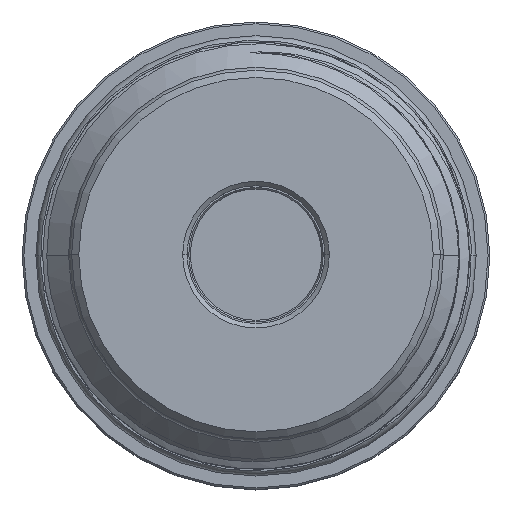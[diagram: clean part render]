
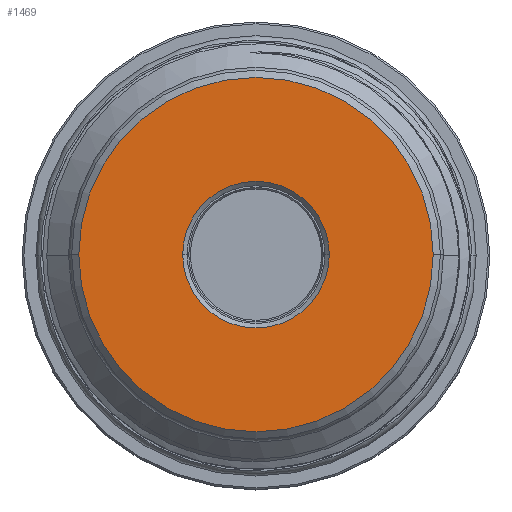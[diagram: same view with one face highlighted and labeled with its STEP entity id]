
A CAD part, top view. The second image highlights one B-rep face of the part: STEP entity #1469.
In plain terms, the highlighted planar face has unit normal (0, 0, 1).
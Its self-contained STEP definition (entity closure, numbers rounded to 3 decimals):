
#226 = EDGE_LOOP ( 'NONE', ( #6527, #6502 ) ) ;
#239 = EDGE_LOOP ( 'NONE', ( #6648, #6643 ) ) ;
#1469 = ADVANCED_FACE ( 'NONE', ( #8323, #8319 ), #14779, .F. ) ;
#1836 = VERTEX_POINT ( 'NONE', #16297 ) ;
#2029 = VERTEX_POINT ( 'NONE', #16476 ) ;
#3911 = EDGE_CURVE ( 'NONE', #2029, #1836, #8921, .T. ) ;
#4834 = EDGE_CURVE ( 'NONE', #7397, #7741, #22521, .T. ) ;
#4867 = EDGE_CURVE ( 'NONE', #7741, #7397, #22551, .T. ) ;
#5145 = EDGE_CURVE ( 'NONE', #1836, #2029, #29326, .T. ) ;
#6502 = ORIENTED_EDGE ( 'NONE', *, *, #3911, .T. ) ;
#6527 = ORIENTED_EDGE ( 'NONE', *, *, #5145, .T. ) ;
#6643 = ORIENTED_EDGE ( 'NONE', *, *, #4867, .T. ) ;
#6648 = ORIENTED_EDGE ( 'NONE', *, *, #4834, .T. ) ;
#7397 = VERTEX_POINT ( 'NONE', #31478 ) ;
#7741 = VERTEX_POINT ( 'NONE', #31711 ) ;
#8319 = FACE_OUTER_BOUND ( 'NONE', #239, .T. ) ;
#8323 = FACE_BOUND ( 'NONE', #226, .T. ) ;
#8921 = CIRCLE ( 'NONE', #13558, 8.21 ) ;
#13328 = AXIS2_PLACEMENT_3D ( 'NONE', #14776, #14781, #14782 ) ;
#13558 = AXIS2_PLACEMENT_3D ( 'NONE', #18228, #18230, #18232 ) ;
#13805 = AXIS2_PLACEMENT_3D ( 'NONE', #26975, #26976, #26977 ) ;
#13815 = AXIS2_PLACEMENT_3D ( 'NONE', #27305, #27306, #27307 ) ;
#13901 = AXIS2_PLACEMENT_3D ( 'NONE', #30227, #30228, #30229 ) ;
#14776 = CARTESIAN_POINT ( 'NONE',  ( 0., 0., -6.876 ) ) ;
#14779 = PLANE ( 'NONE',  #13328 ) ;
#14781 = DIRECTION ( 'NONE',  ( 0., 0., -1. ) ) ;
#14782 = DIRECTION ( 'NONE',  ( -1., 0., 0. ) ) ;
#16297 = CARTESIAN_POINT ( 'NONE',  ( 8.21, 0., -6.876 ) ) ;
#16476 = CARTESIAN_POINT ( 'NONE',  ( -8.21, 0., -6.876 ) ) ;
#18228 = CARTESIAN_POINT ( 'NONE',  ( 0., 0., -6.876 ) ) ;
#18230 = DIRECTION ( 'NONE',  ( 0., 0., -1. ) ) ;
#18232 = DIRECTION ( 'NONE',  ( -1., 0., 0. ) ) ;
#22521 = CIRCLE ( 'NONE', #13805, 19.84 ) ;
#22551 = CIRCLE ( 'NONE', #13815, 19.84 ) ;
#26975 = CARTESIAN_POINT ( 'NONE',  ( 0., 0., -6.876 ) ) ;
#26976 = DIRECTION ( 'NONE',  ( 0., 0., 1. ) ) ;
#26977 = DIRECTION ( 'NONE',  ( 1., 0., 0. ) ) ;
#27305 = CARTESIAN_POINT ( 'NONE',  ( 0., 0., -6.876 ) ) ;
#27306 = DIRECTION ( 'NONE',  ( 0., 0., 1. ) ) ;
#27307 = DIRECTION ( 'NONE',  ( 1., 0., 0. ) ) ;
#29326 = CIRCLE ( 'NONE', #13901, 8.21 ) ;
#30227 = CARTESIAN_POINT ( 'NONE',  ( 0., 0., -6.876 ) ) ;
#30228 = DIRECTION ( 'NONE',  ( 0., 0., -1. ) ) ;
#30229 = DIRECTION ( 'NONE',  ( -1., 0., 0. ) ) ;
#31478 = CARTESIAN_POINT ( 'NONE',  ( -19.84, 0., -6.876 ) ) ;
#31711 = CARTESIAN_POINT ( 'NONE',  ( 19.84, 0., -6.876 ) ) ;
